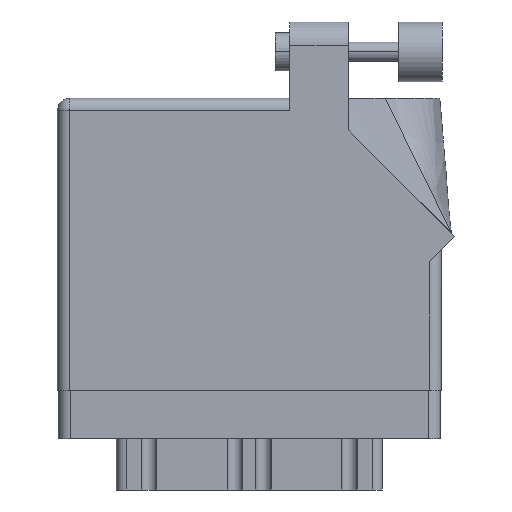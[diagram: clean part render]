
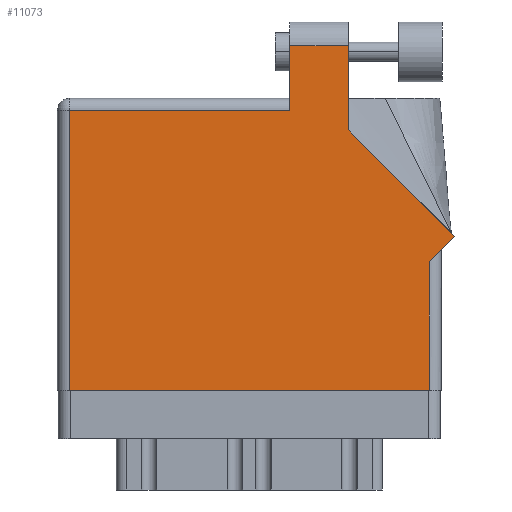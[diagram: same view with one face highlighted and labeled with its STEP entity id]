
A CAD part, front view. The second image highlights one B-rep face of the part: STEP entity #11073.
In plain terms, the highlighted face is planar.
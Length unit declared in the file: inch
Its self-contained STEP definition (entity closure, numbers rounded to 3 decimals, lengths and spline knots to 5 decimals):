
#121 = LINE ( 'NONE', #5892, #14059 ) ;
#557 = DIRECTION ( 'NONE',  ( -0.707, 0.707, 0. ) ) ;
#1045 = DIRECTION ( 'NONE',  ( 0., 0., -1. ) ) ;
#1664 = CARTESIAN_POINT ( 'NONE',  ( 1.217, 1.468, 0. ) ) ;
#2243 = CARTESIAN_POINT ( 'NONE',  ( 0.062, 1.468, 0. ) ) ;
#2501 = ORIENTED_EDGE ( 'NONE', *, *, #5492, .T. ) ;
#3221 = DIRECTION ( 'NONE',  ( 0., 1., 0. ) ) ;
#3374 = LINE ( 'NONE', #19842, #22007 ) ;
#3402 = CARTESIAN_POINT ( 'NONE',  ( 1.217, 1.805, 0. ) ) ;
#4219 = LINE ( 'NONE', #25586, #26958 ) ;
#4747 = CARTESIAN_POINT ( 'NONE',  ( 1.948, 0., 0. ) ) ;
#5492 = EDGE_CURVE ( 'NONE', #9447, #12164, #15585, .T. ) ;
#5597 = ORIENTED_EDGE ( 'NONE', *, *, #29247, .T. ) ;
#5638 = LINE ( 'NONE', #16325, #31407 ) ;
#5754 = ORIENTED_EDGE ( 'NONE', *, *, #17993, .T. ) ;
#5892 = CARTESIAN_POINT ( 'NONE',  ( 2.01, 0.737, 0. ) ) ;
#6063 = AXIS2_PLACEMENT_3D ( 'NONE', #33117, #1045, #32414 ) ;
#6649 = EDGE_CURVE ( 'NONE', #12164, #18547, #25976, .T. ) ;
#7291 = VECTOR ( 'NONE', #3221, 39.37008 ) ;
#7707 = CARTESIAN_POINT ( 'NONE',  ( 0., 0., 0. ) ) ;
#8323 = LINE ( 'NONE', #3402, #18771 ) ;
#8755 = PLANE ( 'NONE',  #6063 ) ;
#8998 = EDGE_CURVE ( 'NONE', #21818, #12643, #3374, .T. ) ;
#9447 = VERTEX_POINT ( 'NONE', #24708 ) ;
#9876 = CARTESIAN_POINT ( 'NONE',  ( 1.948, 0.737, 0. ) ) ;
#10808 = DIRECTION ( 'NONE',  ( 0.707, 0.707, 0. ) ) ;
#10892 = CARTESIAN_POINT ( 'NONE',  ( 1.217, 1.805, 0. ) ) ;
#11073 = ADVANCED_FACE ( 'NONE', ( #32778 ), #8755, .F. ) ;
#11989 = ORIENTED_EDGE ( 'NONE', *, *, #8998, .T. ) ;
#12164 = VERTEX_POINT ( 'NONE', #4747 ) ;
#12275 = DIRECTION ( 'NONE',  ( 0., -1., 0. ) ) ;
#12380 = VECTOR ( 'NONE', #25990, 39.37008 ) ;
#12643 = VERTEX_POINT ( 'NONE', #2243 ) ;
#12837 = VERTEX_POINT ( 'NONE', #17126 ) ;
#13121 = VERTEX_POINT ( 'NONE', #10892 ) ;
#13690 = VERTEX_POINT ( 'NONE', #19061 ) ;
#14059 = VECTOR ( 'NONE', #10808, 39.37008 ) ;
#14855 = EDGE_CURVE ( 'NONE', #13121, #21818, #4219, .T. ) ;
#14957 = DIRECTION ( 'NONE',  ( 0., 1., 0. ) ) ;
#15250 = CARTESIAN_POINT ( 'NONE',  ( 1.948, 0.675, 0. ) ) ;
#15423 = DIRECTION ( 'NONE',  ( 1., 0., 0. ) ) ;
#15493 = LINE ( 'NONE', #31436, #12380 ) ;
#15585 = LINE ( 'NONE', #7707, #24078 ) ;
#16325 = CARTESIAN_POINT ( 'NONE',  ( 2.08071, 0.80771, 0. ) ) ;
#16361 = EDGE_CURVE ( 'NONE', #23985, #13690, #5638, .T. ) ;
#16362 = ORIENTED_EDGE ( 'NONE', *, *, #23374, .T. ) ;
#17126 = CARTESIAN_POINT ( 'NONE',  ( 1.524, 1.805, 0. ) ) ;
#17993 = EDGE_CURVE ( 'NONE', #18547, #23985, #121, .T. ) ;
#18547 = VERTEX_POINT ( 'NONE', #15250 ) ;
#18771 = VECTOR ( 'NONE', #30071, 39.37008 ) ;
#19061 = CARTESIAN_POINT ( 'NONE',  ( 1.524, 1.36442, 0. ) ) ;
#19842 = CARTESIAN_POINT ( 'NONE',  ( 0., 1.468, 0. ) ) ;
#20988 = ORIENTED_EDGE ( 'NONE', *, *, #14855, .T. ) ;
#21671 = EDGE_LOOP ( 'NONE', ( #16362, #25537, #20988, #11989, #5597, #2501, #26034, #5754, #32340 ) ) ;
#21818 = VERTEX_POINT ( 'NONE', #1664 ) ;
#22007 = VECTOR ( 'NONE', #30559, 39.37008 ) ;
#23374 = EDGE_CURVE ( 'NONE', #13690, #12837, #27570, .T. ) ;
#23985 = VERTEX_POINT ( 'NONE', #26269 ) ;
#24076 = VECTOR ( 'NONE', #14957, 39.37008 ) ;
#24078 = VECTOR ( 'NONE', #15423, 39.37008 ) ;
#24708 = CARTESIAN_POINT ( 'NONE',  ( 0.062, 0., 0. ) ) ;
#25537 = ORIENTED_EDGE ( 'NONE', *, *, #34013, .T. ) ;
#25586 = CARTESIAN_POINT ( 'NONE',  ( 1.217, 1.53, 0. ) ) ;
#25976 = LINE ( 'NONE', #9876, #24076 ) ;
#25990 = DIRECTION ( 'NONE',  ( 0., -1., 0. ) ) ;
#26034 = ORIENTED_EDGE ( 'NONE', *, *, #6649, .T. ) ;
#26269 = CARTESIAN_POINT ( 'NONE',  ( 2.08071, 0.80771, 0. ) ) ;
#26958 = VECTOR ( 'NONE', #12275, 39.37008 ) ;
#27225 = CARTESIAN_POINT ( 'NONE',  ( 1.524, 1.36442, 0. ) ) ;
#27570 = LINE ( 'NONE', #27225, #7291 ) ;
#29247 = EDGE_CURVE ( 'NONE', #12643, #9447, #15493, .T. ) ;
#30071 = DIRECTION ( 'NONE',  ( -1., 0., 0. ) ) ;
#30559 = DIRECTION ( 'NONE',  ( -1., 0., 0. ) ) ;
#31407 = VECTOR ( 'NONE', #557, 39.37008 ) ;
#31436 = CARTESIAN_POINT ( 'NONE',  ( 0.062, 0., 0. ) ) ;
#32340 = ORIENTED_EDGE ( 'NONE', *, *, #16361, .T. ) ;
#32414 = DIRECTION ( 'NONE',  ( -1., 0., 0. ) ) ;
#32778 = FACE_OUTER_BOUND ( 'NONE', #21671, .T. ) ;
#33117 = CARTESIAN_POINT ( 'NONE',  ( 0., 1.53, 0. ) ) ;
#34013 = EDGE_CURVE ( 'NONE', #12837, #13121, #8323, .T. ) ;
